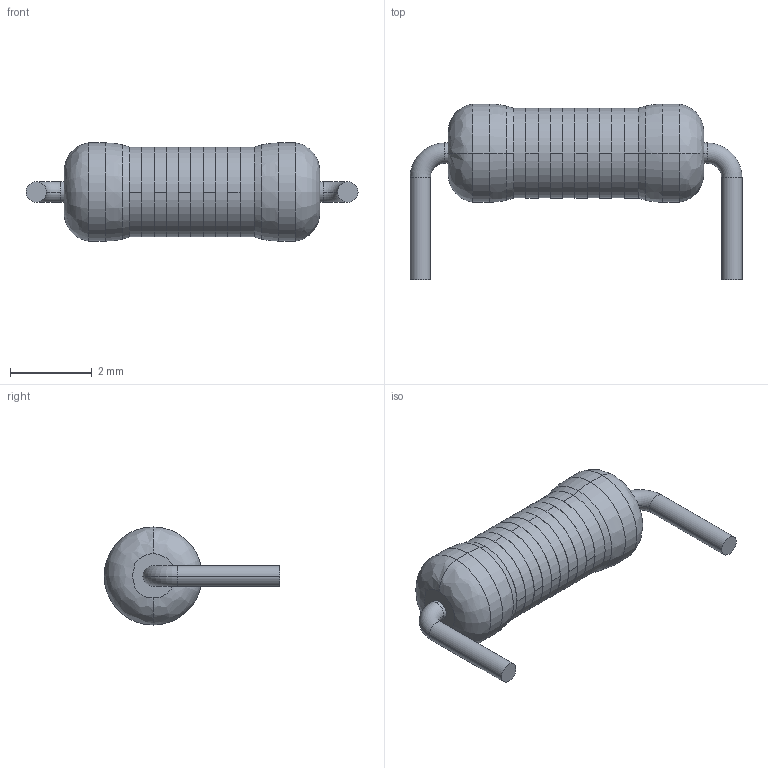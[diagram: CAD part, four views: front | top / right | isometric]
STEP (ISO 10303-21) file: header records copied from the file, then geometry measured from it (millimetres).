
FILE_DESCRIPTION (( 'STEP AP214' ), '1' );
FILE_NAME ('R1_4W_300_BLUE.STEP', '2019-08-01T04:59:03', ( '' ), ( '' ), 'SwSTEP 2.0', 'SolidWorks 2016', '' );
FILE_SCHEMA (( 'AUTOMOTIVE_DESIGN' ));
Length unit declared in the file: millimetre
Products named in the file (1): R1_4W_300_BLUE
Bounding box: 8.12 x 4.3 x 2.4 mm (x, y, z)
Volume: 25.8 mm3; surface area: 60.8 mm2
Topology: 1 solids, 1 shells, 62 faces, 132 edges, 84 vertices
Faces by surface type: cylinder 32, plane 14, bspline 12, torus 4
Entity records: 2383 total; most frequent: CARTESIAN_POINT 590, DIRECTION 300, ORIENTED_EDGE 264, AXIS2_PLACEMENT_3D 134, EDGE_CURVE 132, VERTEX_POINT 84, CIRCLE 83, EDGE_LOOP 74
